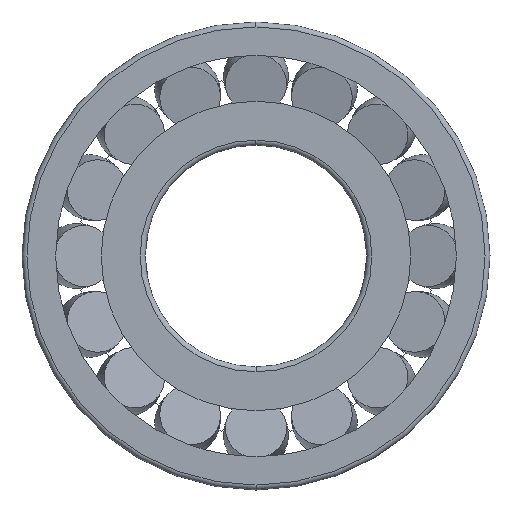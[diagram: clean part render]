
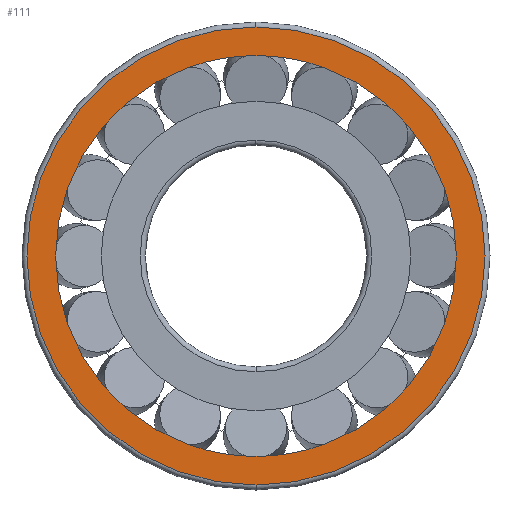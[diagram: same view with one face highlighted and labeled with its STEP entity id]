
A CAD part, left-side view. The second image highlights one B-rep face of the part: STEP entity #111.
In plain terms, the highlighted planar face has unit normal (-1, 0, 0).
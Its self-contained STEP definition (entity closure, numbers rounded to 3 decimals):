
#111=ADVANCED_FACE('',(#391,#392),#393,.T.);
#391=FACE_OUTER_BOUND('',#928,.T.);
#392=FACE_BOUND('',#929,.T.);
#393=PLANE('',#930);
#928=EDGE_LOOP('',(#1716,#1717,#1718));
#929=EDGE_LOOP('',(#1719,#1720,#1721));
#930=AXIS2_PLACEMENT_3D('',#1722,#1723,#1724);
#1716=ORIENTED_EDGE('',*,*,#3402,.F.);
#1717=ORIENTED_EDGE('',*,*,#3401,.F.);
#1718=ORIENTED_EDGE('',*,*,#3429,.F.);
#1719=ORIENTED_EDGE('',*,*,#3433,.T.);
#1720=ORIENTED_EDGE('',*,*,#3384,.T.);
#1721=ORIENTED_EDGE('',*,*,#3434,.T.);
#1722=CARTESIAN_POINT('',(0.,174.363,0.0));
#1723=DIRECTION('',(-1.0,0.,0.0));
#1724=DIRECTION('',(0.,-1.0,0.0));
#3384=EDGE_CURVE('',#4046,#4043,#4047,.T.);
#3401=EDGE_CURVE('',#4077,#4080,#4081,.T.);
#3402=EDGE_CURVE('',#4080,#4082,#4083,.T.);
#3429=EDGE_CURVE('',#4082,#4077,#4120,.T.);
#3433=EDGE_CURVE('',#4125,#4046,#4126,.T.);
#3434=EDGE_CURVE('',#4043,#4125,#4127,.T.);
#4043=VERTEX_POINT('',#5132);
#4046=VERTEX_POINT('',#5135);
#4047=CIRCLE('',#5136,162.727);
#4077=VERTEX_POINT('',#5168);
#4080=VERTEX_POINT('',#5171);
#4081=CIRCLE('',#5172,186.0);
#4082=VERTEX_POINT('',#5173);
#4083=CIRCLE('',#5174,186.0);
#4120=CIRCLE('',#5287,186.0);
#4125=VERTEX_POINT('',#5292);
#4126=CIRCLE('',#5293,162.727);
#4127=CIRCLE('',#5294,162.727);
#5132=CARTESIAN_POINT('',(0.,0.,-162.727));
#5135=CARTESIAN_POINT('',(0.,0.,162.727));
#5136=AXIS2_PLACEMENT_3D('',#10416,#10417,#10418);
#5168=CARTESIAN_POINT('',(0.0,0.,-186.0));
#5171=CARTESIAN_POINT('',(0.0,186.0,0.0));
#5172=AXIS2_PLACEMENT_3D('',#10463,#10464,#10465);
#5173=CARTESIAN_POINT('',(0.0,0.,186.0));
#5174=AXIS2_PLACEMENT_3D('',#10466,#10467,#10468);
#5287=AXIS2_PLACEMENT_3D('',#10520,#10521,#10522);
#5292=CARTESIAN_POINT('',(0.,162.727,0.0));
#5293=AXIS2_PLACEMENT_3D('',#10532,#10533,#10534);
#5294=AXIS2_PLACEMENT_3D('',#10535,#10536,#10537);
#10416=CARTESIAN_POINT('',(0.,0.0,0.0));
#10417=DIRECTION('',(1.0,0.0,0.0));
#10418=DIRECTION('',(0.0,1.0,0.0));
#10463=CARTESIAN_POINT('',(0.0,0.0,0.0));
#10464=DIRECTION('',(1.0,0.0,0.0));
#10465=DIRECTION('',(0.0,1.0,0.0));
#10466=CARTESIAN_POINT('',(0.0,0.0,0.0));
#10467=DIRECTION('',(1.0,0.0,0.0));
#10468=DIRECTION('',(0.0,1.0,0.0));
#10520=CARTESIAN_POINT('',(0.0,0.0,0.0));
#10521=DIRECTION('',(1.0,0.0,0.0));
#10522=DIRECTION('',(0.0,1.0,0.0));
#10532=CARTESIAN_POINT('',(0.,0.0,0.0));
#10533=DIRECTION('',(1.0,0.0,0.0));
#10534=DIRECTION('',(0.0,1.0,0.0));
#10535=CARTESIAN_POINT('',(0.,0.0,0.0));
#10536=DIRECTION('',(1.0,0.0,0.0));
#10537=DIRECTION('',(0.0,1.0,0.0));
